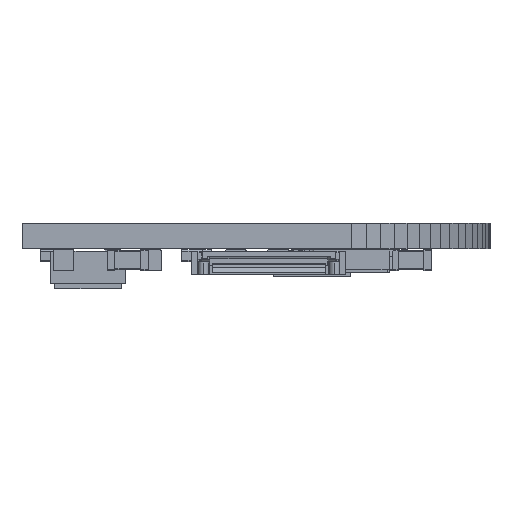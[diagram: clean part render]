
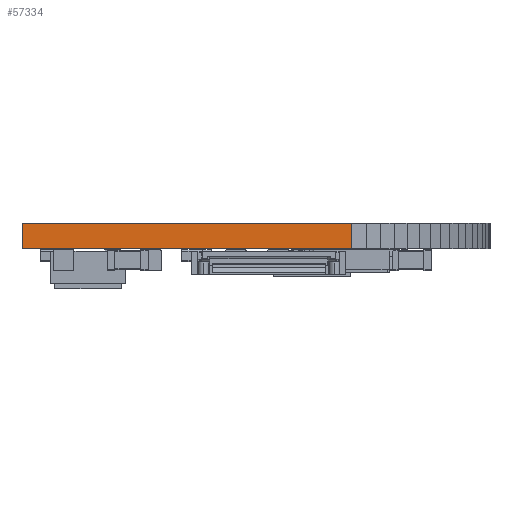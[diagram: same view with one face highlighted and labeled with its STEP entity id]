
A CAD part, left-side view. The second image highlights one B-rep face of the part: STEP entity #57334.
In plain terms, the highlighted planar face has unit normal (-1, 0, 0).
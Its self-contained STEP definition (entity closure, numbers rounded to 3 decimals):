
#53545 = PLANE('',#53546);
#53546 = AXIS2_PLACEMENT_3D('',#53547,#53548,#53549);
#53547 = CARTESIAN_POINT('',(24.693,-5.973,0.98));
#53548 = DIRECTION('',(-0.,-0.,-1.));
#53549 = DIRECTION('',(-1.,0.,0.));
#53599 = PLANE('',#53600);
#53600 = AXIS2_PLACEMENT_3D('',#53601,#53602,#53603);
#53601 = CARTESIAN_POINT('',(24.693,-5.973,0.));
#53602 = DIRECTION('',(-0.,-0.,-1.));
#53603 = DIRECTION('',(-1.,0.,0.));
#57226 = PLANE('',#57227);
#57227 = AXIS2_PLACEMENT_3D('',#57228,#57229,#57230);
#57228 = CARTESIAN_POINT('',(12.167,-11.766,0.));
#57229 = DIRECTION('',(-0.738,-0.675,0.));
#57230 = DIRECTION('',(-0.675,0.738,0.));
#57264 = VERTEX_POINT('',#57265);
#57265 = CARTESIAN_POINT('',(11.63,-11.179,0.98));
#57286 = EDGE_CURVE('',#57287,#57264,#57289,.T.);
#57287 = VERTEX_POINT('',#57288);
#57288 = CARTESIAN_POINT('',(11.63,-11.179,0.));
#57289 = SURFACE_CURVE('',#57290,(#57294,#57301),.PCURVE_S1.);
#57290 = LINE('',#57291,#57292);
#57291 = CARTESIAN_POINT('',(11.63,-11.179,0.));
#57292 = VECTOR('',#57293,1.);
#57293 = DIRECTION('',(0.,0.,1.));
#57294 = PCURVE('',#57226,#57295);
#57295 = DEFINITIONAL_REPRESENTATION('',(#57296),#57300);
#57296 = LINE('',#57297,#57298);
#57297 = CARTESIAN_POINT('',(0.795,0.));
#57298 = VECTOR('',#57299,1.);
#57299 = DIRECTION('',(0.,-1.));
#57300 = ( GEOMETRIC_REPRESENTATION_CONTEXT(2) 
PARAMETRIC_REPRESENTATION_CONTEXT() REPRESENTATION_CONTEXT('2D SPACE',''
  ) );
#57301 = PCURVE('',#57302,#57307);
#57302 = PLANE('',#57303);
#57303 = AXIS2_PLACEMENT_3D('',#57304,#57305,#57306);
#57304 = CARTESIAN_POINT('',(11.63,-11.179,0.));
#57305 = DIRECTION('',(-1.,0.,0.));
#57306 = DIRECTION('',(0.,1.,0.));
#57307 = DEFINITIONAL_REPRESENTATION('',(#57308),#57312);
#57308 = LINE('',#57309,#57310);
#57309 = CARTESIAN_POINT('',(0.,0.));
#57310 = VECTOR('',#57311,1.);
#57311 = DIRECTION('',(0.,-1.));
#57312 = ( GEOMETRIC_REPRESENTATION_CONTEXT(2) 
PARAMETRIC_REPRESENTATION_CONTEXT() REPRESENTATION_CONTEXT('2D SPACE',''
  ) );
#57334 = ADVANCED_FACE('',(#57335),#57302,.T.);
#57335 = FACE_BOUND('',#57336,.T.);
#57336 = EDGE_LOOP('',(#57337,#57338,#57361,#57389));
#57337 = ORIENTED_EDGE('',*,*,#57286,.T.);
#57338 = ORIENTED_EDGE('',*,*,#57339,.T.);
#57339 = EDGE_CURVE('',#57264,#57340,#57342,.T.);
#57340 = VERTEX_POINT('',#57341);
#57341 = CARTESIAN_POINT('',(11.63,1.61,0.98));
#57342 = SURFACE_CURVE('',#57343,(#57347,#57354),.PCURVE_S1.);
#57343 = LINE('',#57344,#57345);
#57344 = CARTESIAN_POINT('',(11.63,-11.179,0.98));
#57345 = VECTOR('',#57346,1.);
#57346 = DIRECTION('',(0.,1.,0.));
#57347 = PCURVE('',#57302,#57348);
#57348 = DEFINITIONAL_REPRESENTATION('',(#57349),#57353);
#57349 = LINE('',#57350,#57351);
#57350 = CARTESIAN_POINT('',(0.,-0.98));
#57351 = VECTOR('',#57352,1.);
#57352 = DIRECTION('',(1.,0.));
#57353 = ( GEOMETRIC_REPRESENTATION_CONTEXT(2) 
PARAMETRIC_REPRESENTATION_CONTEXT() REPRESENTATION_CONTEXT('2D SPACE',''
  ) );
#57354 = PCURVE('',#53545,#57355);
#57355 = DEFINITIONAL_REPRESENTATION('',(#57356),#57360);
#57356 = LINE('',#57357,#57358);
#57357 = CARTESIAN_POINT('',(13.063,-5.206));
#57358 = VECTOR('',#57359,1.);
#57359 = DIRECTION('',(0.,1.));
#57360 = ( GEOMETRIC_REPRESENTATION_CONTEXT(2) 
PARAMETRIC_REPRESENTATION_CONTEXT() REPRESENTATION_CONTEXT('2D SPACE',''
  ) );
#57361 = ORIENTED_EDGE('',*,*,#57362,.F.);
#57362 = EDGE_CURVE('',#57363,#57340,#57365,.T.);
#57363 = VERTEX_POINT('',#57364);
#57364 = CARTESIAN_POINT('',(11.63,1.61,0.));
#57365 = SURFACE_CURVE('',#57366,(#57370,#57377),.PCURVE_S1.);
#57366 = LINE('',#57367,#57368);
#57367 = CARTESIAN_POINT('',(11.63,1.61,0.));
#57368 = VECTOR('',#57369,1.);
#57369 = DIRECTION('',(0.,0.,1.));
#57370 = PCURVE('',#57302,#57371);
#57371 = DEFINITIONAL_REPRESENTATION('',(#57372),#57376);
#57372 = LINE('',#57373,#57374);
#57373 = CARTESIAN_POINT('',(12.789,0.));
#57374 = VECTOR('',#57375,1.);
#57375 = DIRECTION('',(0.,-1.));
#57376 = ( GEOMETRIC_REPRESENTATION_CONTEXT(2) 
PARAMETRIC_REPRESENTATION_CONTEXT() REPRESENTATION_CONTEXT('2D SPACE',''
  ) );
#57377 = PCURVE('',#57378,#57383);
#57378 = PLANE('',#57379);
#57379 = AXIS2_PLACEMENT_3D('',#57380,#57381,#57382);
#57380 = CARTESIAN_POINT('',(11.63,1.61,0.));
#57381 = DIRECTION('',(0.,1.,0.));
#57382 = DIRECTION('',(1.,0.,0.));
#57383 = DEFINITIONAL_REPRESENTATION('',(#57384),#57388);
#57384 = LINE('',#57385,#57386);
#57385 = CARTESIAN_POINT('',(0.,0.));
#57386 = VECTOR('',#57387,1.);
#57387 = DIRECTION('',(0.,-1.));
#57388 = ( GEOMETRIC_REPRESENTATION_CONTEXT(2) 
PARAMETRIC_REPRESENTATION_CONTEXT() REPRESENTATION_CONTEXT('2D SPACE',''
  ) );
#57389 = ORIENTED_EDGE('',*,*,#57390,.F.);
#57390 = EDGE_CURVE('',#57287,#57363,#57391,.T.);
#57391 = SURFACE_CURVE('',#57392,(#57396,#57403),.PCURVE_S1.);
#57392 = LINE('',#57393,#57394);
#57393 = CARTESIAN_POINT('',(11.63,-11.179,0.));
#57394 = VECTOR('',#57395,1.);
#57395 = DIRECTION('',(0.,1.,0.));
#57396 = PCURVE('',#57302,#57397);
#57397 = DEFINITIONAL_REPRESENTATION('',(#57398),#57402);
#57398 = LINE('',#57399,#57400);
#57399 = CARTESIAN_POINT('',(0.,0.));
#57400 = VECTOR('',#57401,1.);
#57401 = DIRECTION('',(1.,0.));
#57402 = ( GEOMETRIC_REPRESENTATION_CONTEXT(2) 
PARAMETRIC_REPRESENTATION_CONTEXT() REPRESENTATION_CONTEXT('2D SPACE',''
  ) );
#57403 = PCURVE('',#53599,#57404);
#57404 = DEFINITIONAL_REPRESENTATION('',(#57405),#57409);
#57405 = LINE('',#57406,#57407);
#57406 = CARTESIAN_POINT('',(13.063,-5.206));
#57407 = VECTOR('',#57408,1.);
#57408 = DIRECTION('',(0.,1.));
#57409 = ( GEOMETRIC_REPRESENTATION_CONTEXT(2) 
PARAMETRIC_REPRESENTATION_CONTEXT() REPRESENTATION_CONTEXT('2D SPACE',''
  ) );
